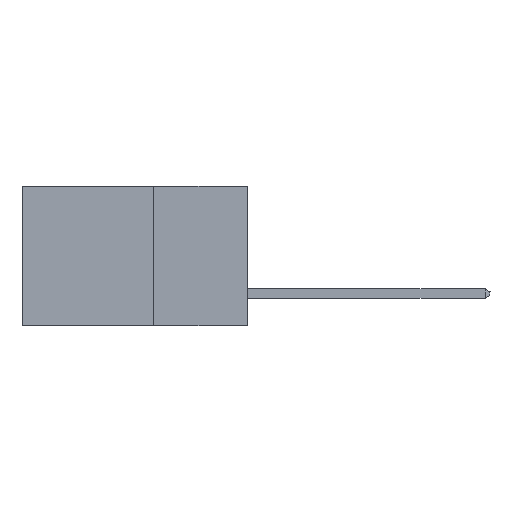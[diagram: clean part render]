
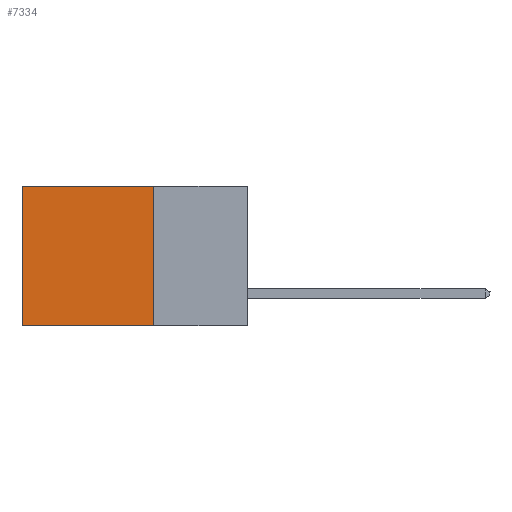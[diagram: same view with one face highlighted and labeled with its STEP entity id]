
A CAD part, left-side view. The second image highlights one B-rep face of the part: STEP entity #7334.
In plain terms, the highlighted planar face has unit normal (-1, 0, 0).
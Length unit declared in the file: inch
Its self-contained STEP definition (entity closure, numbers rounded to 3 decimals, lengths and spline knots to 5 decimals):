
#260 = CARTESIAN_POINT ( 'NONE',  ( 0.2615, 0.6, -0.37 ) ) ;
#1524 = LINE ( 'NONE', #15678, #1541 ) ;
#1541 = VECTOR ( 'NONE', #2800, 39.37008 ) ;
#2666 = DIRECTION ( 'NONE',  ( 0., 1., 0. ) ) ;
#2800 = DIRECTION ( 'NONE',  ( 0., 1., 0. ) ) ;
#3252 = VERTEX_POINT ( 'NONE', #13617 ) ;
#3546 = DIRECTION ( 'NONE',  ( 0., 0., -1. ) ) ;
#4139 = EDGE_CURVE ( 'NONE', #6412, #3252, #9124, .T. ) ;
#4328 = CARTESIAN_POINT ( 'NONE',  ( 0.2615, 0.6, 0. ) ) ;
#4808 = PLANE ( 'NONE',  #11936 ) ;
#5205 = LINE ( 'NONE', #15688, #13561 ) ;
#5825 = ORIENTED_EDGE ( 'NONE', *, *, #8775, .T. ) ;
#5856 = CARTESIAN_POINT ( 'NONE',  ( 0.2615, 0.25, 0. ) ) ;
#6412 = VERTEX_POINT ( 'NONE', #13715 ) ;
#6636 = VERTEX_POINT ( 'NONE', #4328 ) ;
#6890 = VECTOR ( 'NONE', #2666, 39.37008 ) ;
#6980 = EDGE_CURVE ( 'NONE', #12822, #6636, #1524, .T. ) ;
#7087 = ORIENTED_EDGE ( 'NONE', *, *, #4139, .F. ) ;
#7334 = ADVANCED_FACE ( 'NONE', ( #11150 ), #4808, .F. ) ;
#7405 = CARTESIAN_POINT ( 'NONE',  ( 0.2615, 0.25, -0.37 ) ) ;
#7681 = EDGE_LOOP ( 'NONE', ( #5825, #7087, #9706, #11438 ) ) ;
#7799 = DIRECTION ( 'NONE',  ( 0., 0., -1. ) ) ;
#8775 = EDGE_CURVE ( 'NONE', #6636, #3252, #15664, .T. ) ;
#8991 = DIRECTION ( 'NONE',  ( 0., 0., -1. ) ) ;
#9124 = LINE ( 'NONE', #15309, #6890 ) ;
#9682 = EDGE_CURVE ( 'NONE', #12822, #6412, #5205, .T. ) ;
#9706 = ORIENTED_EDGE ( 'NONE', *, *, #9682, .F. ) ;
#9909 = DIRECTION ( 'NONE',  ( 1., 0., 0. ) ) ;
#11150 = FACE_OUTER_BOUND ( 'NONE', #7681, .T. ) ;
#11438 = ORIENTED_EDGE ( 'NONE', *, *, #6980, .T. ) ;
#11936 = AXIS2_PLACEMENT_3D ( 'NONE', #7405, #9909, #3546 ) ;
#12822 = VERTEX_POINT ( 'NONE', #5856 ) ;
#13561 = VECTOR ( 'NONE', #7799, 39.37008 ) ;
#13617 = CARTESIAN_POINT ( 'NONE',  ( 0.2615, 0.6, -0.37 ) ) ;
#13715 = CARTESIAN_POINT ( 'NONE',  ( 0.2615, 0.25, -0.37 ) ) ;
#14577 = VECTOR ( 'NONE', #8991, 39.37008 ) ;
#15309 = CARTESIAN_POINT ( 'NONE',  ( 0.2615, 0.25, -0.37 ) ) ;
#15664 = LINE ( 'NONE', #260, #14577 ) ;
#15678 = CARTESIAN_POINT ( 'NONE',  ( 0.2615, 0.25, 0. ) ) ;
#15688 = CARTESIAN_POINT ( 'NONE',  ( 0.2615, 0.25, -0.37 ) ) ;
